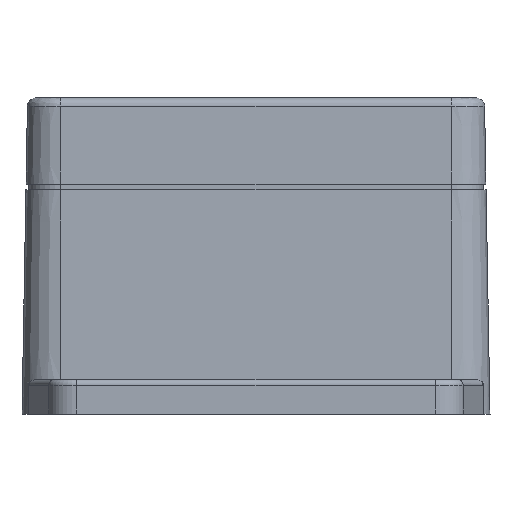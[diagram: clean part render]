
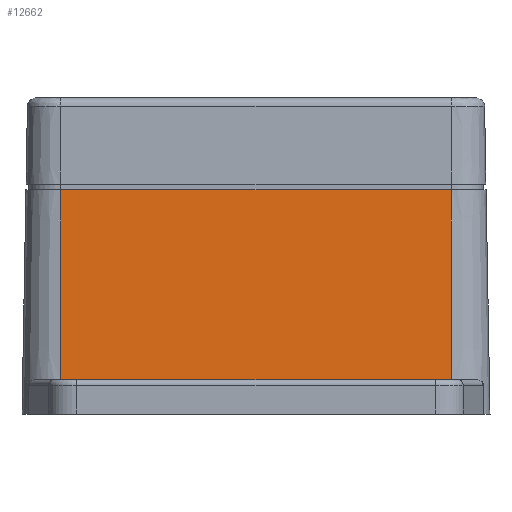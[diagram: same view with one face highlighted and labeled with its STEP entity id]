
A CAD part, front view. The second image highlights one B-rep face of the part: STEP entity #12662.
In plain terms, the highlighted planar face has unit normal (0, -1, 0.018).
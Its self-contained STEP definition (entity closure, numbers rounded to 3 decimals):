
#420 = VECTOR ( 'NONE', #7443, 1000. ) ;
#421 = VECTOR ( 'NONE', #7446, 1000. ) ;
#422 = VECTOR ( 'NONE', #7449, 1000. ) ;
#423 = VECTOR ( 'NONE', #7452, 1000. ) ;
#1414 = EDGE_LOOP ( 'NONE', ( #3217, #3219, #3218, #3220 ) ) ;
#1803 = VERTEX_POINT ( 'NONE', #6893 ) ;
#1805 = VERTEX_POINT ( 'NONE', #6895 ) ;
#1806 = VERTEX_POINT ( 'NONE', #6896 ) ;
#1807 = VERTEX_POINT ( 'NONE', #6897 ) ;
#2353 = EDGE_CURVE ( 'NONE', #1807, #1805, #7441, .T. ) ;
#2354 = EDGE_CURVE ( 'NONE', #1807, #1806, #7444, .T. ) ;
#2355 = EDGE_CURVE ( 'NONE', #1803, #1805, #7447, .T. ) ;
#2356 = EDGE_CURVE ( 'NONE', #1806, #1803, #7450, .T. ) ;
#3217 = ORIENTED_EDGE ( 'NONE', *, *, #2354, .F. ) ;
#3218 = ORIENTED_EDGE ( 'NONE', *, *, #2355, .F. ) ;
#3219 = ORIENTED_EDGE ( 'NONE', *, *, #2353, .T. ) ;
#3220 = ORIENTED_EDGE ( 'NONE', *, *, #2356, .F. ) ;
#6893 = CARTESIAN_POINT ( 'NONE',  ( 578.603, -370.835, 36.3 ) ) ;
#6895 = CARTESIAN_POINT ( 'NONE',  ( 646.603, -370.835, 36.3 ) ) ;
#6896 = CARTESIAN_POINT ( 'NONE',  ( 578.603, -371.411, 3.3 ) ) ;
#6897 = CARTESIAN_POINT ( 'NONE',  ( 646.603, -371.411, 3.3 ) ) ;
#7441 = LINE ( 'NONE', #7442, #420 ) ;
#7442 = CARTESIAN_POINT ( 'NONE',  ( 646.603, -370.817, 37.3 ) ) ;
#7443 = DIRECTION ( 'NONE',  ( 0., 0.017, 1. ) ) ;
#7444 = LINE ( 'NONE', #7445, #421 ) ;
#7445 = CARTESIAN_POINT ( 'NONE',  ( 612.603, -371.411, 3.3 ) ) ;
#7446 = DIRECTION ( 'NONE',  ( -1., 0., 0. ) ) ;
#7447 = LINE ( 'NONE', #7448, #422 ) ;
#7448 = CARTESIAN_POINT ( 'NONE',  ( 612.603, -370.835, 36.3 ) ) ;
#7449 = DIRECTION ( 'NONE',  ( 1., 0., 0. ) ) ;
#7450 = LINE ( 'NONE', #7451, #423 ) ;
#7451 = CARTESIAN_POINT ( 'NONE',  ( 578.603, -370.817, 37.3 ) ) ;
#7452 = DIRECTION ( 'NONE',  ( 0., 0.017, 1. ) ) ;
#11330 = FACE_OUTER_BOUND ( 'NONE', #1414, .T. ) ;
#11333 = AXIS2_PLACEMENT_3D ( 'NONE', #12943, #12944, #12945 ) ;
#12662 = ADVANCED_FACE ( 'NONE', ( #11330 ), #12942, .T. ) ;
#12942 = PLANE ( 'NONE',  #11333 ) ;
#12943 = CARTESIAN_POINT ( 'NONE',  ( 612.603, -370.817, 37.3 ) ) ;
#12944 = DIRECTION ( 'NONE',  ( 0., -1., 0.017 ) ) ;
#12945 = DIRECTION ( 'NONE',  ( 0., -0.017, -1. ) ) ;
